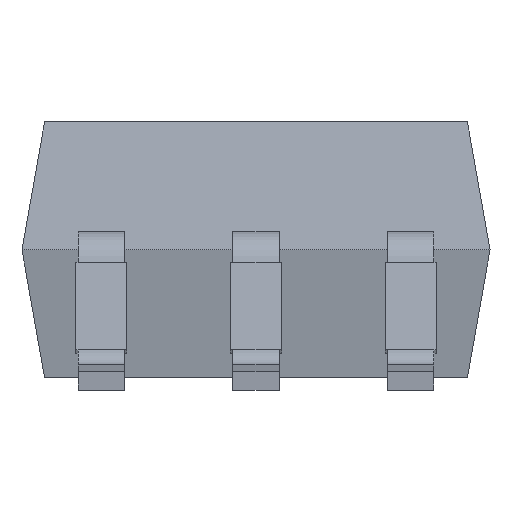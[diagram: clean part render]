
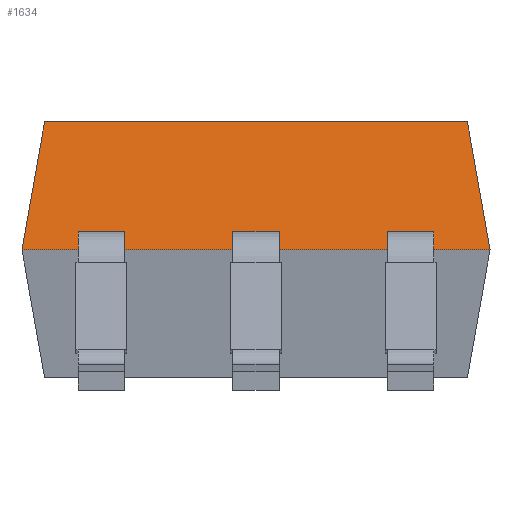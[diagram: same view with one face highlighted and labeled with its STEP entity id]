
A CAD part, front view. The second image highlights one B-rep face of the part: STEP entity #1634.
In plain terms, the highlighted planar face has unit normal (0, -0.985, 0.174).
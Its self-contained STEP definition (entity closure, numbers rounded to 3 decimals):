
#218 = DIRECTION ( 'NONE',  ( 0., 0.985, -0.174 ) ) ;
#631 = VECTOR ( 'NONE', #1516, 1000. ) ;
#728 = EDGE_CURVE ( 'NONE', #4358, #4142, #5087, .T. ) ;
#1253 = CARTESIAN_POINT ( 'NONE',  ( 1.92, -3.75, 1.15 ) ) ;
#1318 = PLANE ( 'NONE',  #5143 ) ;
#1416 = DIRECTION ( 'NONE',  ( -1., 0., 0. ) ) ;
#1516 = DIRECTION ( 'NONE',  ( 1., 0., 0. ) ) ;
#1547 = CARTESIAN_POINT ( 'NONE',  ( 1.92, -3.75, 1.15 ) ) ;
#1551 = LINE ( 'NONE', #3129, #3976 ) ;
#1634 = ADVANCED_FACE ( 'NONE', ( #3311 ), #1318, .F. ) ;
#1777 = CARTESIAN_POINT ( 'NONE',  ( 1.92, -3.75, 1.15 ) ) ;
#1780 = CARTESIAN_POINT ( 'NONE',  ( -1.808, -3.638, 1.787 ) ) ;
#1794 = ORIENTED_EDGE ( 'NONE', *, *, #728, .F. ) ;
#1986 = VERTEX_POINT ( 'NONE', #5887 ) ;
#2021 = CARTESIAN_POINT ( 'NONE',  ( 1.735, -3.565, 2.2 ) ) ;
#2125 = DIRECTION ( 'NONE',  ( 0.171, -0.171, -0.97 ) ) ;
#2203 = DIRECTION ( 'NONE',  ( -0.171, -0.171, -0.97 ) ) ;
#2519 = EDGE_CURVE ( 'NONE', #3568, #1986, #2694, .T. ) ;
#2566 = EDGE_CURVE ( 'NONE', #4142, #1986, #1551, .T. ) ;
#2642 = ORIENTED_EDGE ( 'NONE', *, *, #2519, .T. ) ;
#2694 = LINE ( 'NONE', #1780, #3905 ) ;
#3129 = CARTESIAN_POINT ( 'NONE',  ( 1.92, -3.75, 1.15 ) ) ;
#3311 = FACE_OUTER_BOUND ( 'NONE', #5167, .T. ) ;
#3568 = VERTEX_POINT ( 'NONE', #5635 ) ;
#3905 = VECTOR ( 'NONE', #2203, 1000. ) ;
#3976 = VECTOR ( 'NONE', #1416, 1000. ) ;
#4142 = VERTEX_POINT ( 'NONE', #1777 ) ;
#4163 = ORIENTED_EDGE ( 'NONE', *, *, #4673, .F. ) ;
#4358 = VERTEX_POINT ( 'NONE', #2021 ) ;
#4439 = DIRECTION ( 'NONE',  ( -1., 0., 0. ) ) ;
#4648 = ORIENTED_EDGE ( 'NONE', *, *, #2566, .F. ) ;
#4673 = EDGE_CURVE ( 'NONE', #3568, #4358, #5391, .T. ) ;
#4733 = CARTESIAN_POINT ( 'NONE',  ( 1.92, -3.565, 2.2 ) ) ;
#4932 = VECTOR ( 'NONE', #2125, 1000. ) ;
#5087 = LINE ( 'NONE', #1253, #4932 ) ;
#5143 = AXIS2_PLACEMENT_3D ( 'NONE', #1547, #218, #4439 ) ;
#5167 = EDGE_LOOP ( 'NONE', ( #4163, #2642, #4648, #1794 ) ) ;
#5391 = LINE ( 'NONE', #4733, #631 ) ;
#5635 = CARTESIAN_POINT ( 'NONE',  ( -1.735, -3.565, 2.2 ) ) ;
#5887 = CARTESIAN_POINT ( 'NONE',  ( -1.92, -3.75, 1.15 ) ) ;
